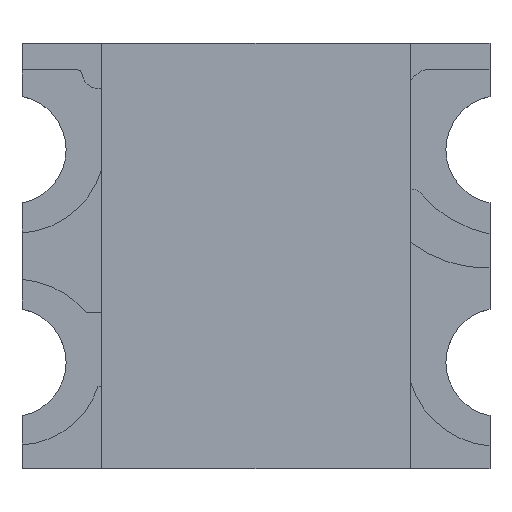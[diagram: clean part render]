
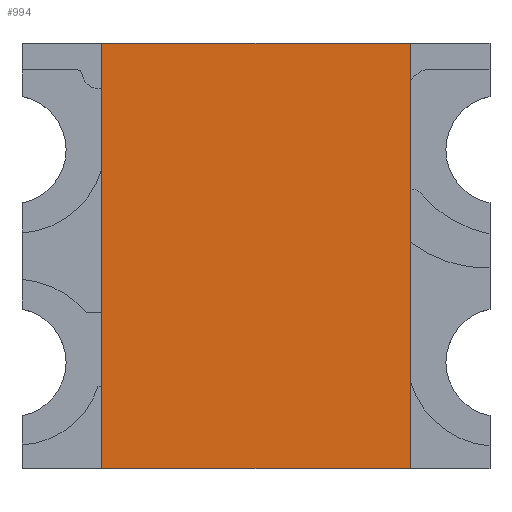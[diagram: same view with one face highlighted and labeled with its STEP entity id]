
A CAD part, top view. The second image highlights one B-rep face of the part: STEP entity #994.
In plain terms, the highlighted planar face has unit normal (0, 0, 1).
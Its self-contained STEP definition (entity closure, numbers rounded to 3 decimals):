
#238=ORIENTED_EDGE('',*,*,#261,.T.);
#239=ORIENTED_EDGE('',*,*,#363,.T.);
#240=ORIENTED_EDGE('',*,*,#265,.T.);
#241=ORIENTED_EDGE('',*,*,#364,.T.);
#261=EDGE_CURVE('',#365,#368,#443,.T.);
#265=EDGE_CURVE('',#369,#372,#447,.T.);
#363=EDGE_CURVE('',#368,#369,#526,.T.);
#364=EDGE_CURVE('',#372,#365,#527,.T.);
#365=VERTEX_POINT('',#1256);
#368=VERTEX_POINT('',#1261);
#369=VERTEX_POINT('',#1265);
#372=VERTEX_POINT('',#1270);
#443=LINE('',#1262,#531);
#447=LINE('',#1271,#535);
#526=LINE('',#1462,#614);
#527=LINE('',#1464,#615);
#531=VECTOR('',#1064,1000.);
#535=VECTOR('',#1070,1000.);
#614=VECTOR('',#1239,1000.);
#615=VECTOR('',#1242,1000.);
#645=EDGE_LOOP('',(#238,#239,#240,#241));
#679=FACE_BOUND('',#645,.T.);
#713=PLANE('',#1052);
#994=ADVANCED_FACE('',(#679),#713,.T.);
#1052=AXIS2_PLACEMENT_3D('',#1465,#1243,#1244);
#1064=DIRECTION('',(1.,0.,0.));
#1070=DIRECTION('',(-1.,0.,0.));
#1239=DIRECTION('',(0.,1.,0.));
#1242=DIRECTION('',(0.,-1.,0.));
#1243=DIRECTION('',(0.,0.,1.));
#1244=DIRECTION('',(1.,0.,0.));
#1256=CARTESIAN_POINT('',(-0.725,-1.,0.84));
#1261=CARTESIAN_POINT('',(0.725,-1.,0.84));
#1262=CARTESIAN_POINT('',(-0.725,-1.,0.84));
#1265=CARTESIAN_POINT('',(0.725,1.,0.84));
#1270=CARTESIAN_POINT('',(-0.725,1.,0.84));
#1271=CARTESIAN_POINT('',(0.725,1.,0.84));
#1462=CARTESIAN_POINT('',(0.725,-1.,0.84));
#1464=CARTESIAN_POINT('',(-0.725,1.,0.84));
#1465=CARTESIAN_POINT('',(0.,0.,0.84));
